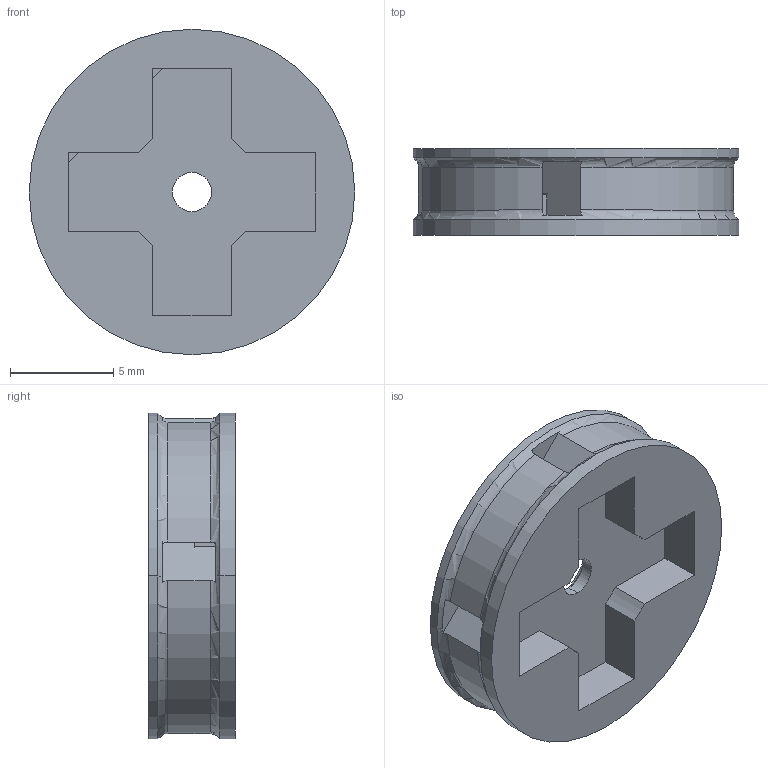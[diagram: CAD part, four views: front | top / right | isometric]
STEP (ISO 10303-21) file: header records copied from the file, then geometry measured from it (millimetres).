
FILE_DESCRIPTION (( 'STEP AP203' ), '1' );
FILE_NAME ('Servo Spool Thumb Zip Tie - Add.step', '2017-09-19T23:12:10', ( '' ), ( '' ), 'SwSTEP 2.0', 'SolidWorks 2016', '' );
FILE_SCHEMA (( 'CONFIG_CONTROL_DESIGN' ));
Length unit declared in the file: millimetre
Products named in the file (1): Servo Spool Thumb Zip Tie - Add
Bounding box: 15.78 x 4.2 x 15.78 mm (x, y, z)
Volume: 573.2 mm3; surface area: 764.9 mm2
Topology: 1 solids, 1 shells, 43 faces, 125 edges, 80 vertices
Faces by surface type: plane 20, cylinder 15, torus 6, cone 2
Entity records: 1526 total; most frequent: CARTESIAN_POINT 273, DIRECTION 251, ORIENTED_EDGE 250, EDGE_CURVE 125, AXIS2_PLACEMENT_3D 90, VERTEX_POINT 80, LINE 71, VECTOR 71
